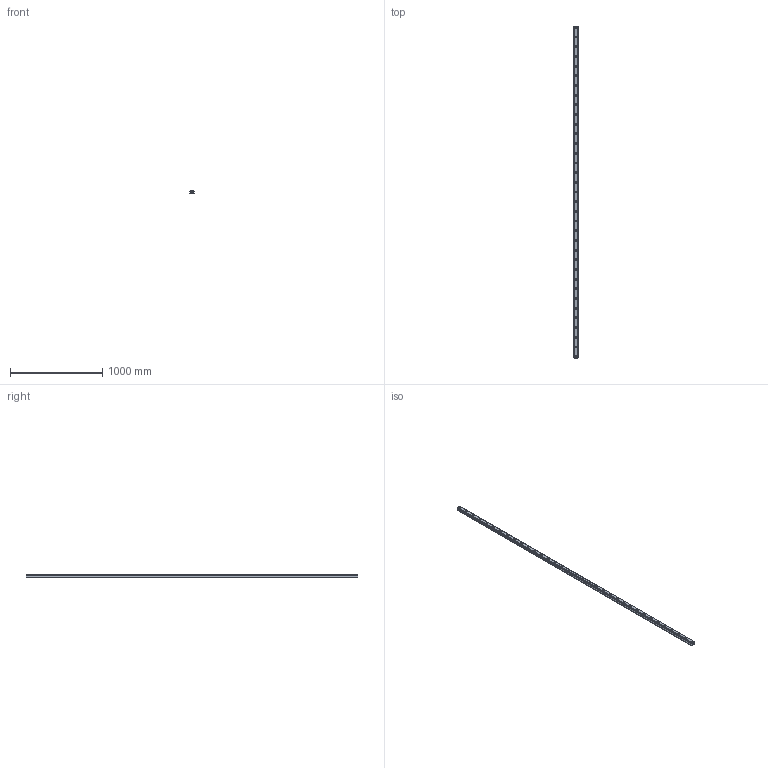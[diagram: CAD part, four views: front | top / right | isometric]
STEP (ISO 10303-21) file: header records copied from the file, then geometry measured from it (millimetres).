
FILE_DESCRIPTION(('STEP AP214'),'1');
FILE_NAME('cctmp_0739BDC2-5791-490A-8188-944CCCCFC8BD_2020_10_29_8_16_34_696..stp','2020-10-29T07:16:34',('HIWIN GmbH'),('CADClick - www.CADClick.com'),'Spatial InterOp 3D',' ','unknown authorization');
FILE_SCHEMA(('AUTOMOTIVE_DESIGN'));
Length unit declared in the file: millimetre
Products named in the file (1): HGR45R3600H_FILE
Bounding box: 45 x 3600 x 38 mm (x, y, z)
Volume: 4836955 mm3; surface area: 699178.9 mm2
Topology: 1 solids, 1 shells, 412 faces, 903 edges, 602 vertices
Faces by surface type: cylinder 214, plane 198
Entity records: 14795 total; most frequent: DIRECTION 2157, CARTESIAN_POINT 1918, ORIENTED_EDGE 1806, EDGE_CURVE 903, AXIS2_PLACEMENT_3D 841, VERTEX_POINT 602, EDGE_LOOP 521, LINE 475
